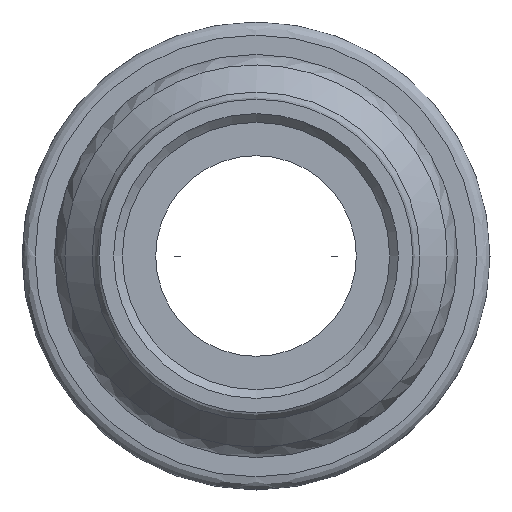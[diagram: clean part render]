
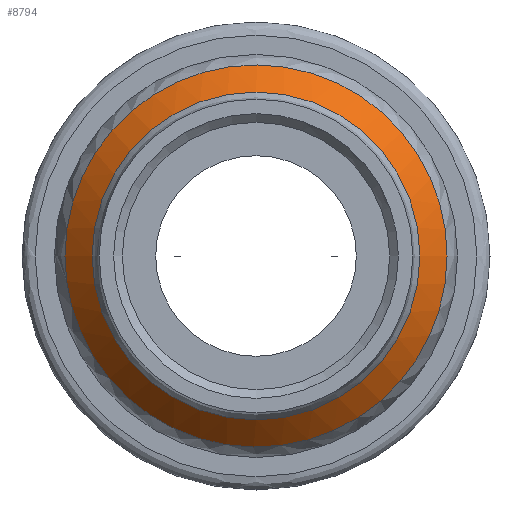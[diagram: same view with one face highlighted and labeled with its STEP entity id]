
A CAD part, front view. The second image highlights one B-rep face of the part: STEP entity #8794.
In plain terms, the highlighted free-form (B-spline) face has degree [2, 1] with [9, 2] control points.
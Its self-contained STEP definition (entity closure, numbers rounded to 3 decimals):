
#8401=CARTESIAN_POINT('',(18.706,-7.336,0.));
#8402=VERTEX_POINT('',#8401);
#8403=CARTESIAN_POINT('',(-18.706,-7.336,0.));
#8404=VERTEX_POINT('',#8403);
#8405=CARTESIAN_POINT('',(0.,-7.336,0.));
#8406=DIRECTION('',(0.,1.0,0.0));
#8407=DIRECTION('',(-1.0,0.,0.0));
#8408=AXIS2_PLACEMENT_3D('',#8405,#8406,#8407);
#8409=CIRCLE('',#8408,18.706);
#8410=EDGE_CURVE('',#8402,#8404,#8409,.T.);
#8412=CARTESIAN_POINT('',(0.,-7.336,0.));
#8413=DIRECTION('',(0.,1.0,0.0));
#8414=DIRECTION('',(-1.0,0.,0.0));
#8415=AXIS2_PLACEMENT_3D('',#8412,#8413,#8414);
#8416=CIRCLE('',#8415,18.706);
#8417=EDGE_CURVE('',#8404,#8402,#8416,.T.);
#8709=CARTESIAN_POINT('',(-18.706,-7.336,0.));
#8710=CARTESIAN_POINT('',(-18.706,-7.336,18.706));
#8711=CARTESIAN_POINT('',(0.,-7.336,18.706));
#8712=CARTESIAN_POINT('',(18.706,-7.336,18.706));
#8713=CARTESIAN_POINT('',(18.706,-7.336,0.));
#8714=CARTESIAN_POINT('',(18.706,-7.336,-18.706));
#8715=CARTESIAN_POINT('',(0.,-7.336,-18.706));
#8716=CARTESIAN_POINT('',(-18.706,-7.336,-18.706));
#8717=CARTESIAN_POINT('',(-18.706,-7.336,0.));
#8718=CARTESIAN_POINT('',(-21.798,-4.02,0.));
#8719=CARTESIAN_POINT('',(-21.798,-4.02,21.798));
#8720=CARTESIAN_POINT('',(0.,-4.02,21.798));
#8721=CARTESIAN_POINT('',(21.798,-4.02,21.798));
#8722=CARTESIAN_POINT('',(21.798,-4.02,0.));
#8723=CARTESIAN_POINT('',(21.798,-4.02,-21.798));
#8724=CARTESIAN_POINT('',(0.,-4.02,-21.798));
#8725=CARTESIAN_POINT('',(-21.798,-4.02,-21.798));
#8726=CARTESIAN_POINT('',(-21.798,-4.02,0.));
#8734=(BOUNDED_SURFACE()B_SPLINE_SURFACE(2,1,((#8709,#8718),(#8710,#8719),(#8711,#8720),(#8712,#8721),(#8713,#8722),(#8714,#8723),(#8715,#8724),(#8716,#8725),(#8717,#8726)),.UNSPECIFIED.,.T.,.F.,.U.)B_SPLINE_SURFACE_WITH_KNOTS((3,2,2,2,3),(2,2),(0.0,0.25,0.5,0.75,1.0),(1.182,5.716),.UNSPECIFIED.)GEOMETRIC_REPRESENTATION_ITEM()RATIONAL_B_SPLINE_SURFACE(((1.0,1.0),(0.707,0.707),(1.0,1.0),(0.707,0.707),(1.0,1.0),(0.707,0.707),(1.0,1.0),(0.707,0.707),(1.0,1.0)))REPRESENTATION_ITEM('')SURFACE());
#8735=ORIENTED_EDGE('',*,*,#8417,.T.);
#8736=ORIENTED_EDGE('',*,*,#8410,.T.);
#8737=CARTESIAN_POINT('',(-21.798,-4.02,0.));
#8738=VERTEX_POINT('',#8737);
#8739=CARTESIAN_POINT('',(-18.706,-7.336,0.));
#8740=DIRECTION('',(-0.682,0.731,0.0));
#8741=VECTOR('',#8740,4.534);
#8742=LINE('',#8739,#8741);
#8743=EDGE_CURVE('',#8404,#8738,#8742,.T.);
#8744=ORIENTED_EDGE('',*,*,#8743,.T.);
#8745=CARTESIAN_POINT('',(21.798,-4.02,0.));
#8746=VERTEX_POINT('',#8745);
#8747=CARTESIAN_POINT('',(21.798,-4.02,0.));
#8748=CARTESIAN_POINT('',(21.798,-4.02,-1.053));
#8749=CARTESIAN_POINT('',(21.618,-4.02,-3.537));
#8750=CARTESIAN_POINT('',(20.67,-4.02,-7.354));
#8751=CARTESIAN_POINT('',(18.832,-4.02,-11.255));
#8752=CARTESIAN_POINT('',(16.267,-4.02,-14.721));
#8753=CARTESIAN_POINT('',(13.073,-4.02,-17.619));
#8754=CARTESIAN_POINT('',(9.315,-4.02,-19.871));
#8755=CARTESIAN_POINT('',(5.181,-4.02,-21.326));
#8756=CARTESIAN_POINT('',(0.841,-4.02,-21.923));
#8757=CARTESIAN_POINT('',(-3.463,-4.02,-21.664));
#8758=CARTESIAN_POINT('',(-7.634,-4.02,-20.568));
#8759=CARTESIAN_POINT('',(-11.51,-4.02,-18.678));
#8760=CARTESIAN_POINT('',(-14.995,-4.02,-16.024));
#8761=CARTESIAN_POINT('',(-17.88,-4.02,-12.725));
#8762=CARTESIAN_POINT('',(-20.046,-4.02,-8.916));
#8763=CARTESIAN_POINT('',(-21.46,-4.02,-4.651));
#8764=CARTESIAN_POINT('',(-21.798,-4.02,-1.611));
#8765=CARTESIAN_POINT('',(-21.798,-4.02,0.));
#8766=B_SPLINE_CURVE_WITH_KNOTS('',3,(#8747,#8748,#8749,#8750,#8751,#8752,#8753,#8754,#8755,#8756,#8757,#8758,#8759,#8760,#8761,#8762,#8763,#8764,#8765),.UNSPECIFIED.,.F.,.U.,(4,1,1,1,1,1,1,1,1,1,1,1,1,1,1,1,4),(68.361,71.515,75.799,80.083,84.367,88.651,92.935,97.423,101.707,105.991,110.275,114.559,118.843,123.331,127.615,131.899,136.723),.UNSPECIFIED.);
#8767=EDGE_CURVE('',#8746,#8738,#8766,.T.);
#8768=ORIENTED_EDGE('',*,*,#8767,.F.);
#8769=CARTESIAN_POINT('',(-21.798,-4.02,0.));
#8770=CARTESIAN_POINT('',(-21.798,-4.02,1.947));
#8771=CARTESIAN_POINT('',(-21.306,-4.02,5.596));
#8772=CARTESIAN_POINT('',(-19.385,-4.02,10.335));
#8773=CARTESIAN_POINT('',(-16.755,-4.02,14.174));
#8774=CARTESIAN_POINT('',(-13.604,-4.02,17.221));
#8775=CARTESIAN_POINT('',(-9.909,-4.02,19.574));
#8776=CARTESIAN_POINT('',(-5.889,-4.02,21.134));
#8777=CARTESIAN_POINT('',(-1.641,-4.02,21.878));
#8778=CARTESIAN_POINT('',(2.67,-4.02,21.776));
#8779=CARTESIAN_POINT('',(6.944,-4.02,20.818));
#8780=CARTESIAN_POINT('',(10.943,-4.02,19.023));
#8781=CARTESIAN_POINT('',(14.499,-4.02,16.465));
#8782=CARTESIAN_POINT('',(17.44,-4.02,13.311));
#8783=CARTESIAN_POINT('',(19.707,-4.02,9.643));
#8784=CARTESIAN_POINT('',(21.212,-4.02,5.602));
#8785=CARTESIAN_POINT('',(21.741,-4.02,2.321));
#8786=CARTESIAN_POINT('',(21.798,-4.02,0.445));
#8787=CARTESIAN_POINT('',(21.798,-4.02,0.));
#8788=B_SPLINE_CURVE_WITH_KNOTS('',3,(#8769,#8770,#8771,#8772,#8773,#8774,#8775,#8776,#8777,#8778,#8779,#8780,#8781,#8782,#8783,#8784,#8785,#8786,#8787),.UNSPECIFIED.,.F.,.U.,(4,1,1,1,1,1,1,1,1,1,1,1,1,1,1,1,4),(0.0,5.832,10.927,15.211,19.699,23.983,28.267,32.551,36.835,41.119,45.607,49.891,54.175,58.459,62.743,67.027,68.361),.UNSPECIFIED.);
#8789=EDGE_CURVE('',#8738,#8746,#8788,.T.);
#8790=ORIENTED_EDGE('',*,*,#8789,.F.);
#8791=ORIENTED_EDGE('',*,*,#8743,.F.);
#8792=EDGE_LOOP('',(#8735,#8736,#8744,#8768,#8790,#8791));
#8793=FACE_OUTER_BOUND('',#8792,.T.);
#8794=ADVANCED_FACE('',(#8793),#8734,.T.);
